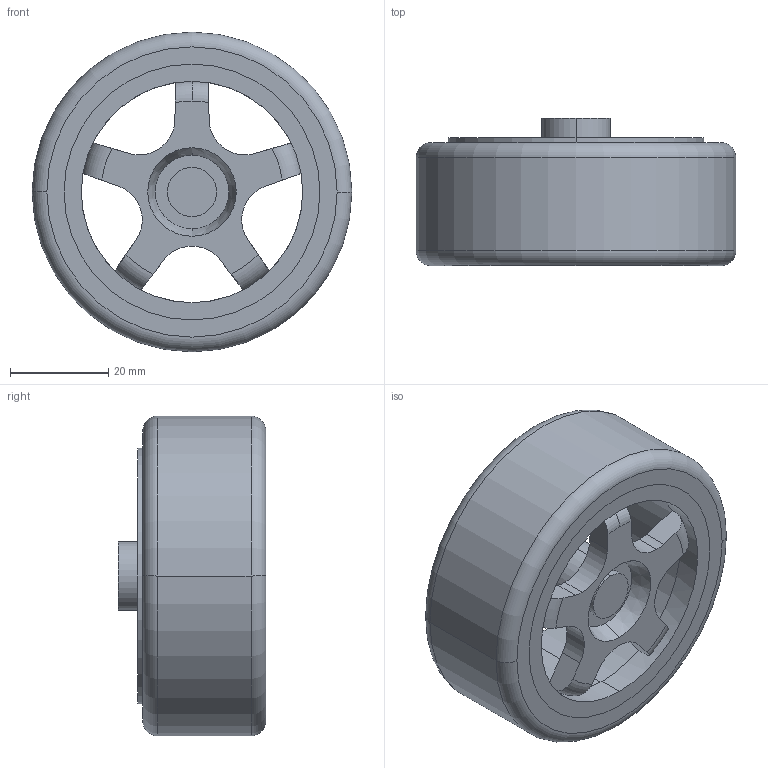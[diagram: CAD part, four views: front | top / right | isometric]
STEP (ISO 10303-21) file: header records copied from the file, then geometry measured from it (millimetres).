
FILE_DESCRIPTION (( 'STEP AP203' ), '1' );
FILE_NAME ('wheel.STEP', '2012-06-05T15:10:52', ( 'Narendar' ), ( '' ), 'SwSTEP 2.0', 'SolidWorks 2012', '' );
FILE_SCHEMA (( 'CONFIG_CONTROL_DESIGN' ));
Length unit declared in the file: millimetre
Products named in the file (3): tire; rim; wheel
Assembly tree (2 placements, depth 2):
  wheel
    rim
    tire
Bounding box: 65 x 30 x 65 mm (x, y, z)
Volume: 48318.6 mm3; surface area: 23848.5 mm2
Topology: 2 solids, 2 shells, 58 faces, 154 edges, 101 vertices
Faces by surface type: cylinder 24, plane 22, torus 10, cone 2
Entity records: 2314 total; most frequent: CARTESIAN_POINT 488, DIRECTION 347, ORIENTED_EDGE 308, EDGE_CURVE 154, AXIS2_PLACEMENT_3D 140, VERTEX_POINT 101, CIRCLE 77, EDGE_LOOP 71
